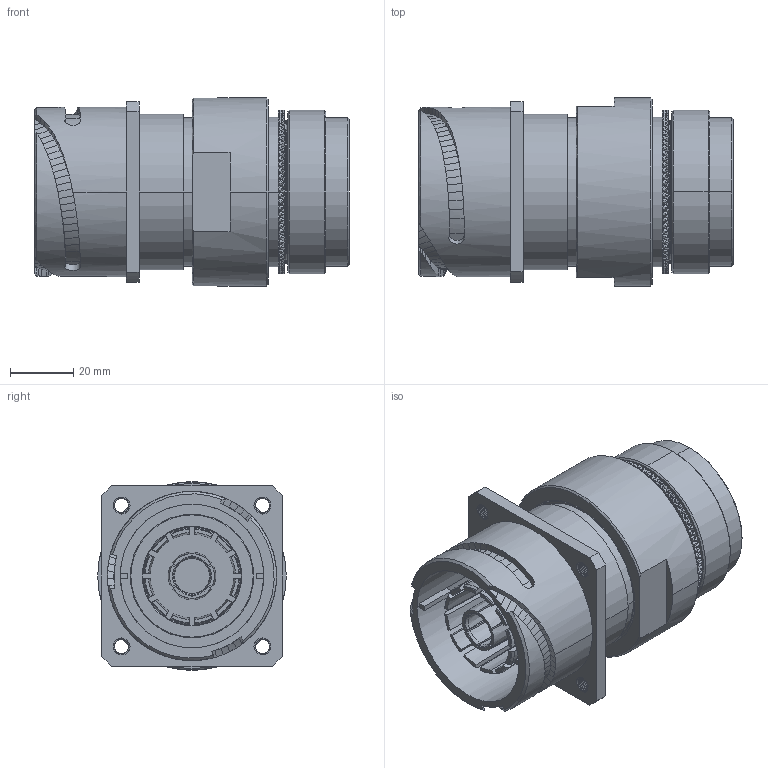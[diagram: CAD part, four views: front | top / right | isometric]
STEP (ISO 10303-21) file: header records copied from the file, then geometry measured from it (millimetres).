
FILE_DESCRIPTION((''),'2;1');
FILE_NAME('GCE3100E32M240S-B-T1','2024-07-12T09:26:33',('paultorloting'),('NET AG system integration'),'CREO PARAMETRIC BY PTC INC, 2021404','CREO PARAMETRIC BY PTC INC, 2021404','');
FILE_SCHEMA(('AUTOMOTIVE_DESIGN { 1 0 10303 214 1 1 1 1 }'));
Length unit declared in the file: millimetre
Products named in the file (1): GCE3100E32M240S-B-T1
Bounding box: 99.4 x 59.5 x 59.5 mm (x, y, z)
Volume: 179720.7 mm3; surface area: 50107.2 mm2
Topology: 1 solids, 2 shells, 1892 faces, 4957 edges, 3117 vertices
Faces by surface type: plane 1055, cylinder 469, bspline 240, cone 88, torus 40
Entity records: 80245 total; most frequent: CARTESIAN_POINT 26404, ORIENTED_EDGE 9914, DIRECTION 6962, EDGE_CURVE 4957, VERTEX_POINT 3117, VECTOR 2503, LINE 2503, AXIS2_PLACEMENT_3D 2228
